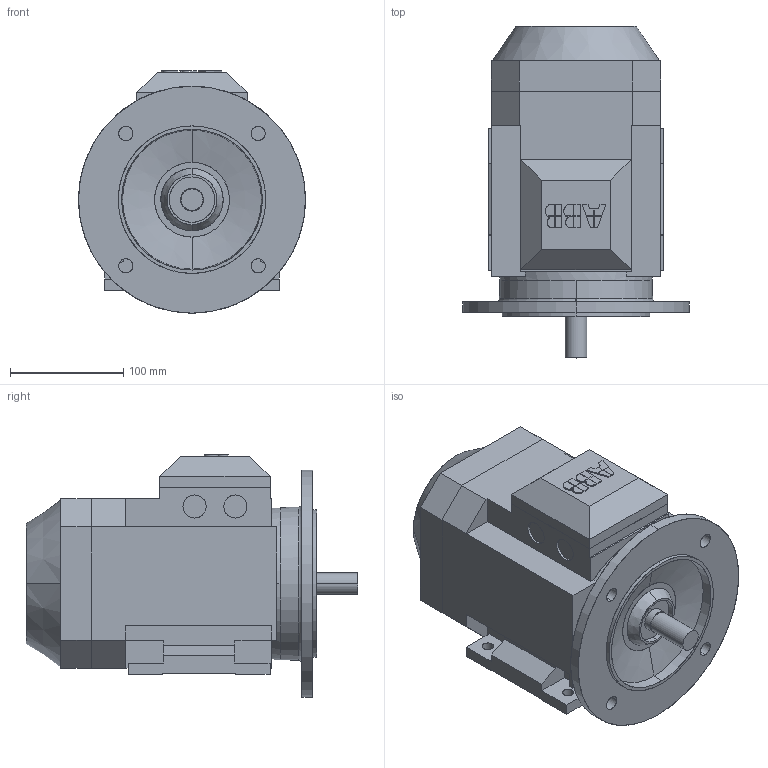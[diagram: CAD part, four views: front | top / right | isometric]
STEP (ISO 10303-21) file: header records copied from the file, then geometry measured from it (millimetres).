
FILE_DESCRIPTION(/* description */ (''),/* implementation_level */ '2;1');
FILE_NAME(/* name */ 'M3AA IE3 80L B35.stp',/* time_stamp */ '2015-07-31T12:45:13+02:00',/* author */ (''),/* organization */ (''),/* preprocessor_version */ 'ST-DEVELOPER v14',/* originating_system */ 'SIEMENS PLM Software NX 8.0',/* authorisation */ '');
FILE_SCHEMA (('AUTOMOTIVE_DESIGN { 1 0 10303 214 3 1 1 1 }'));
Length unit declared in the file: millimetre
Products named in the file (1): M3AA IE3 80 B35_igs
Bounding box: 200 x 292.5 x 213.5 mm (x, y, z)
Surface area: 270828.2 mm2 (no closed solid volume)
Topology: 0 solids, 219 shells, 219 faces, 1113 edges, 1112 vertices
Faces by surface type: plane 160, cylinder 37, bspline 10, cone 10, torus 2
Full cylindrical faces by diameter (mm): 147.145 x1
Entity records: 13822 total; most frequent: CARTESIAN_POINT 3716, DIRECTION 1512, ORIENTED_EDGE 1112, VERTEX_POINT 1112, EDGE_CURVE 1112, LINE 868, VECTOR 868, AXIS2_PLACEMENT_3D 322
